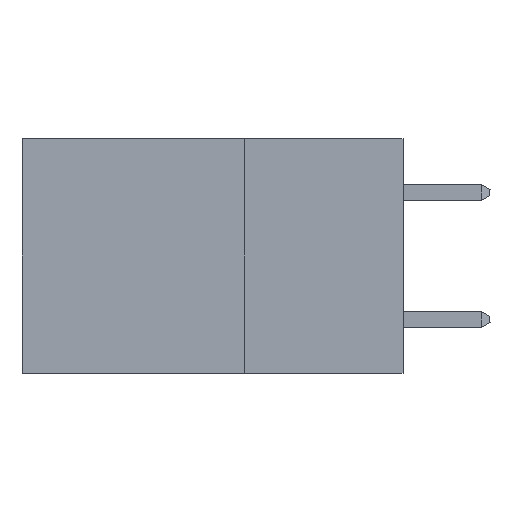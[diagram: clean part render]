
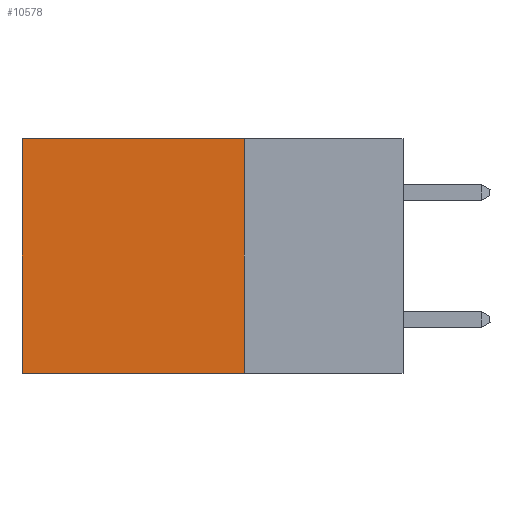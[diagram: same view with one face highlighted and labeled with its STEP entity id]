
A CAD part, left-side view. The second image highlights one B-rep face of the part: STEP entity #10578.
In plain terms, the highlighted planar face has unit normal (-1, 0, 0).
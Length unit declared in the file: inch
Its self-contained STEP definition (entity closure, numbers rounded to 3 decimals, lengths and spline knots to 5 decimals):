
#14 = VECTOR ( 'NONE', #2044, 39.37008 ) ;
#143 = CARTESIAN_POINT ( 'NONE',  ( 0.2875, 0.25, -0.37 ) ) ;
#351 = ORIENTED_EDGE ( 'NONE', *, *, #7655, .T. ) ;
#539 = LINE ( 'NONE', #18045, #14 ) ;
#624 = EDGE_CURVE ( 'NONE', #8812, #17778, #2329, .T. ) ;
#1491 = ORIENTED_EDGE ( 'NONE', *, *, #8236, .F. ) ;
#2044 = DIRECTION ( 'NONE',  ( 0., 0., -1. ) ) ;
#2288 = VERTEX_POINT ( 'NONE', #15005 ) ;
#2329 = LINE ( 'NONE', #15542, #6399 ) ;
#4199 = AXIS2_PLACEMENT_3D ( 'NONE', #8566, #7026, #18180 ) ;
#4976 = EDGE_LOOP ( 'NONE', ( #351, #16408, #1491, #12302 ) ) ;
#5180 = CARTESIAN_POINT ( 'NONE',  ( 0.2875, 0.25, 0. ) ) ;
#5500 = CARTESIAN_POINT ( 'NONE',  ( 0.2875, 0.6, 0. ) ) ;
#6399 = VECTOR ( 'NONE', #15157, 39.37008 ) ;
#6655 = DIRECTION ( 'NONE',  ( 0., 1., 0. ) ) ;
#7026 = DIRECTION ( 'NONE',  ( 1., 0., 0. ) ) ;
#7655 = EDGE_CURVE ( 'NONE', #17778, #2288, #11223, .T. ) ;
#8158 = VERTEX_POINT ( 'NONE', #16347 ) ;
#8236 = EDGE_CURVE ( 'NONE', #8812, #8158, #539, .T. ) ;
#8566 = CARTESIAN_POINT ( 'NONE',  ( 0.2875, 0.25, 0. ) ) ;
#8812 = VERTEX_POINT ( 'NONE', #5180 ) ;
#10031 = VECTOR ( 'NONE', #6655, 39.37008 ) ;
#10578 = ADVANCED_FACE ( 'NONE', ( #16032 ), #11878, .F. ) ;
#11223 = LINE ( 'NONE', #5500, #15409 ) ;
#11639 = EDGE_CURVE ( 'NONE', #8158, #2288, #14244, .T. ) ;
#11878 = PLANE ( 'NONE',  #4199 ) ;
#12302 = ORIENTED_EDGE ( 'NONE', *, *, #624, .T. ) ;
#13532 = DIRECTION ( 'NONE',  ( 0., 0., -1. ) ) ;
#14244 = LINE ( 'NONE', #143, #10031 ) ;
#15005 = CARTESIAN_POINT ( 'NONE',  ( 0.2875, 0.6, -0.37 ) ) ;
#15157 = DIRECTION ( 'NONE',  ( 0., 1., 0. ) ) ;
#15409 = VECTOR ( 'NONE', #13532, 39.37008 ) ;
#15542 = CARTESIAN_POINT ( 'NONE',  ( 0.2875, 0.25, 0. ) ) ;
#16032 = FACE_OUTER_BOUND ( 'NONE', #4976, .T. ) ;
#16347 = CARTESIAN_POINT ( 'NONE',  ( 0.2875, 0.25, -0.37 ) ) ;
#16408 = ORIENTED_EDGE ( 'NONE', *, *, #11639, .F. ) ;
#17778 = VERTEX_POINT ( 'NONE', #19541 ) ;
#18045 = CARTESIAN_POINT ( 'NONE',  ( 0.2875, 0.25, 0. ) ) ;
#18180 = DIRECTION ( 'NONE',  ( 0., 0., -1. ) ) ;
#19541 = CARTESIAN_POINT ( 'NONE',  ( 0.2875, 0.6, 0. ) ) ;
